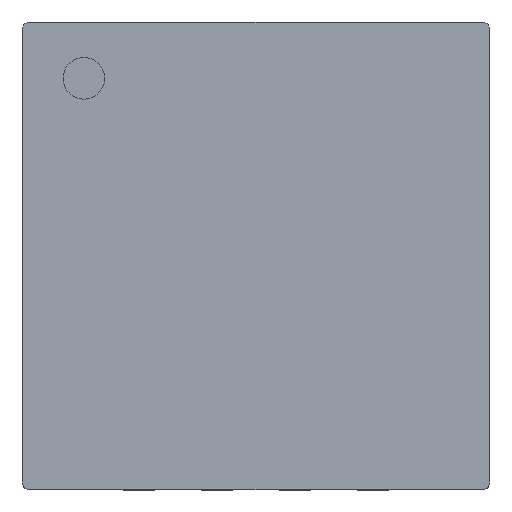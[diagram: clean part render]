
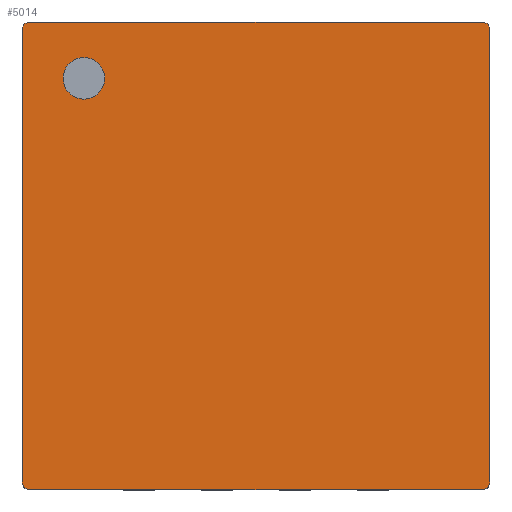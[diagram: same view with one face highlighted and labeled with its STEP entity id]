
A CAD part, top view. The second image highlights one B-rep face of the part: STEP entity #5014.
In plain terms, the highlighted planar face has unit normal (0, 0, 1).
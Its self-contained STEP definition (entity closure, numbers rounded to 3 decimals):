
#3211 = VERTEX_POINT('',#3212);
#3212 = CARTESIAN_POINT('',(-0.97,1.139,
    0.8));
#3218 = EDGE_CURVE('',#3219,#3211,#3221,.T.);
#3219 = VERTEX_POINT('',#3220);
#3220 = CARTESIAN_POINT('',(-1.237,1.139,
    0.8));
#3221 = CIRCLE('',#3222,0.133);
#3222 = AXIS2_PLACEMENT_3D('',#3223,#3224,#3225);
#3223 = CARTESIAN_POINT('',(-1.103,1.139,
    0.8));
#3224 = DIRECTION('',(0.,0.,1.));
#3225 = DIRECTION('',(1.,0.,-0.));
#4528 = VERTEX_POINT('',#4529);
#4529 = CARTESIAN_POINT('',(1.5,1.45,0.8
    ));
#4535 = EDGE_CURVE('',#4536,#4528,#4538,.T.);
#4536 = VERTEX_POINT('',#4537);
#4537 = CARTESIAN_POINT('',(1.5,-1.45,
    0.8));
#4538 = LINE('',#4539,#4540);
#4539 = CARTESIAN_POINT('',(1.5,-1.5,
    0.8));
#4540 = VECTOR('',#4541,1.);
#4541 = DIRECTION('',(0.,1.,0.));
#4651 = VERTEX_POINT('',#4652);
#4652 = CARTESIAN_POINT('',(1.45,-1.5,
    0.8));
#4658 = EDGE_CURVE('',#4659,#4651,#4661,.T.);
#4659 = VERTEX_POINT('',#4660);
#4660 = CARTESIAN_POINT('',(-1.45,-1.5,
    0.8));
#4661 = LINE('',#4662,#4663);
#4662 = CARTESIAN_POINT('',(-1.5,-1.5,
    0.8));
#4663 = VECTOR('',#4664,1.);
#4664 = DIRECTION('',(1.,0.,0.));
#4774 = VERTEX_POINT('',#4775);
#4775 = CARTESIAN_POINT('',(-1.5,-1.45,
    0.8));
#4781 = EDGE_CURVE('',#4782,#4774,#4784,.T.);
#4782 = VERTEX_POINT('',#4783);
#4783 = CARTESIAN_POINT('',(-1.5,1.45,
    0.8));
#4784 = LINE('',#4785,#4786);
#4785 = CARTESIAN_POINT('',(-1.5,-1.5,
    0.8));
#4786 = VECTOR('',#4787,1.);
#4787 = DIRECTION('',(-0.,-1.,-0.));
#4895 = EDGE_CURVE('',#4896,#4898,#4900,.T.);
#4896 = VERTEX_POINT('',#4897);
#4897 = CARTESIAN_POINT('',(1.45,1.5,0.8
    ));
#4898 = VERTEX_POINT('',#4899);
#4899 = CARTESIAN_POINT('',(-1.45,1.5,
    0.8));
#4900 = LINE('',#4901,#4902);
#4901 = CARTESIAN_POINT('',(-1.5,1.5,
    0.8));
#4902 = VECTOR('',#4903,1.);
#4903 = DIRECTION('',(-1.,-0.,-0.));
#5014 = ADVANCED_FACE('',(#5015,#5025),#5059,.F.);
#5015 = FACE_BOUND('',#5016,.T.);
#5016 = EDGE_LOOP('',(#5017,#5024));
#5017 = ORIENTED_EDGE('',*,*,#5018,.F.);
#5018 = EDGE_CURVE('',#3211,#3219,#5019,.T.);
#5019 = CIRCLE('',#5020,0.133);
#5020 = AXIS2_PLACEMENT_3D('',#5021,#5022,#5023);
#5021 = CARTESIAN_POINT('',(-1.103,1.139,
    0.8));
#5022 = DIRECTION('',(0.,0.,1.));
#5023 = DIRECTION('',(1.,0.,-0.));
#5024 = ORIENTED_EDGE('',*,*,#3218,.F.);
#5025 = FACE_BOUND('',#5026,.T.);
#5026 = EDGE_LOOP('',(#5027,#5028,#5035,#5036,#5043,#5044,#5051,#5052));
#5027 = ORIENTED_EDGE('',*,*,#4535,.T.);
#5028 = ORIENTED_EDGE('',*,*,#5029,.T.);
#5029 = EDGE_CURVE('',#4528,#4896,#5030,.T.);
#5030 = CIRCLE('',#5031,0.05);
#5031 = AXIS2_PLACEMENT_3D('',#5032,#5033,#5034);
#5032 = CARTESIAN_POINT('',(1.45,1.45,0.8
    ));
#5033 = DIRECTION('',(0.,0.,1.));
#5034 = DIRECTION('',(-1.,0.,0.));
#5035 = ORIENTED_EDGE('',*,*,#4895,.T.);
#5036 = ORIENTED_EDGE('',*,*,#5037,.T.);
#5037 = EDGE_CURVE('',#4898,#4782,#5038,.T.);
#5038 = CIRCLE('',#5039,0.05);
#5039 = AXIS2_PLACEMENT_3D('',#5040,#5041,#5042);
#5040 = CARTESIAN_POINT('',(-1.45,1.45,
    0.8));
#5041 = DIRECTION('',(0.,0.,1.));
#5042 = DIRECTION('',(-1.,0.,0.));
#5043 = ORIENTED_EDGE('',*,*,#4781,.T.);
#5044 = ORIENTED_EDGE('',*,*,#5045,.T.);
#5045 = EDGE_CURVE('',#4774,#4659,#5046,.T.);
#5046 = CIRCLE('',#5047,0.05);
#5047 = AXIS2_PLACEMENT_3D('',#5048,#5049,#5050);
#5048 = CARTESIAN_POINT('',(-1.45,-1.45,
    0.8));
#5049 = DIRECTION('',(0.,0.,1.));
#5050 = DIRECTION('',(-1.,0.,0.));
#5051 = ORIENTED_EDGE('',*,*,#4658,.T.);
#5052 = ORIENTED_EDGE('',*,*,#5053,.T.);
#5053 = EDGE_CURVE('',#4651,#4536,#5054,.T.);
#5054 = CIRCLE('',#5055,0.05);
#5055 = AXIS2_PLACEMENT_3D('',#5056,#5057,#5058);
#5056 = CARTESIAN_POINT('',(1.45,-1.45,
    0.8));
#5057 = DIRECTION('',(0.,0.,1.));
#5058 = DIRECTION('',(-1.,0.,0.));
#5059 = PLANE('',#5060);
#5060 = AXIS2_PLACEMENT_3D('',#5061,#5062,#5063);
#5061 = CARTESIAN_POINT('',(0.,0.,
    0.8));
#5062 = DIRECTION('',(0.,0.,-1.));
#5063 = DIRECTION('',(-1.,0.,0.));
